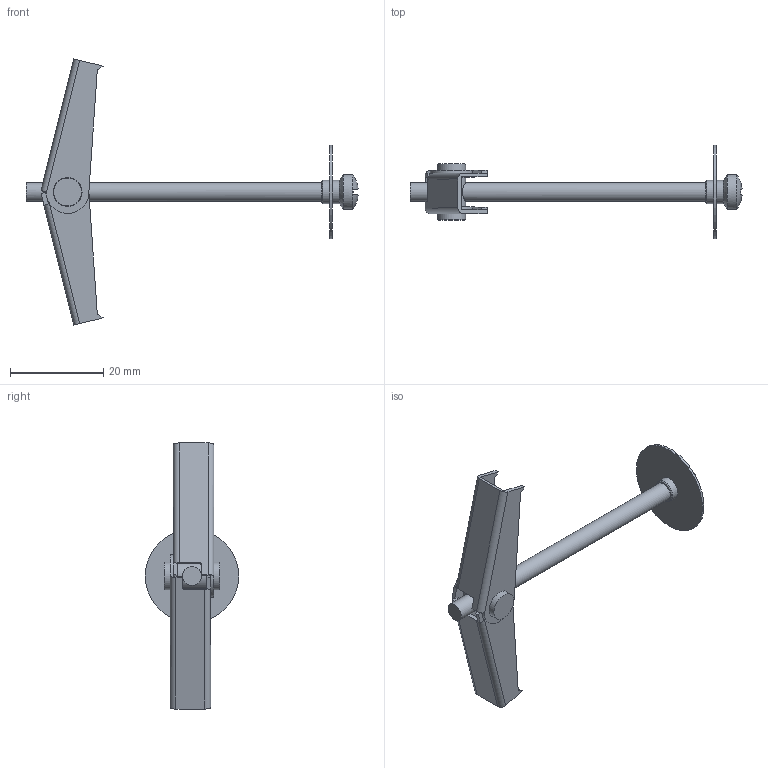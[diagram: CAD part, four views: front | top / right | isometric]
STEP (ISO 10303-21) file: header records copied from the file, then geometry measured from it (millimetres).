
FILE_DESCRIPTION(/* description */ ('STEP AP214'),/* implementation_level */ '2;1');
FILE_NAME(/* name */ 'SFS 154919',/* time_stamp */ '2022-10-20T13:59:56+02:00',/* author */ ('License CC BY-ND 4.0'),/* organization */ ('CADENAS'),/* preprocessor_version */ 'ST-DEVELOPER v18.102',/* originating_system */ 'PARTsolutions',/* authorisation */ ' ');
FILE_SCHEMA (('AUTOMOTIVE_DESIGN {1 0 10303 214 3 1 1}'));
Length unit declared in the file: millimetre
Products named in the file (4): SFS 154919; SFS 1549193; SFS 1549192; SFS 1549191
Assembly tree (3 placements, depth 2):
  SFS 154919
    SFS 1549193
    SFS 1549192
    SFS 1549191
Bounding box: 71.16 x 20 x 57.05 mm (x, y, z)
Volume: 2393.3 mm3; surface area: 4564.1 mm2
Topology: 3 solids, 3 shells, 95 faces, 250 edges, 166 vertices
Faces by surface type: plane 59, cylinder 33, cone 2, sphere 1
Full cylindrical faces by diameter (mm): 4 x2, 5 x2, 6 x1, 6.2 x4, 7.5 x1, 20 x1
Entity records: 3005 total; most frequent: CARTESIAN_POINT 561, DIRECTION 494, ORIENTED_EDGE 466, EDGE_CURVE 233, AXIS2_PLACEMENT_3D 174, VERTEX_POINT 163, LINE 146, VECTOR 146
